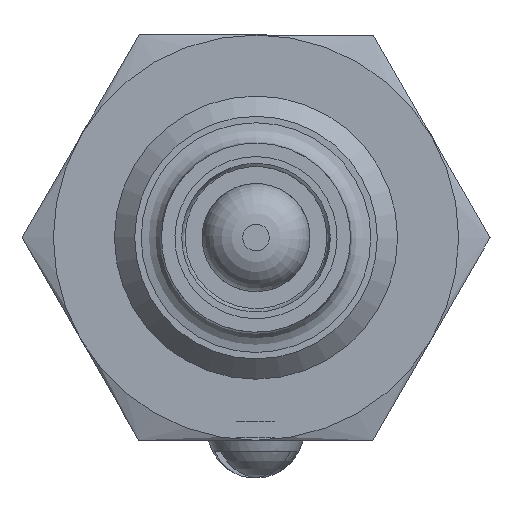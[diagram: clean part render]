
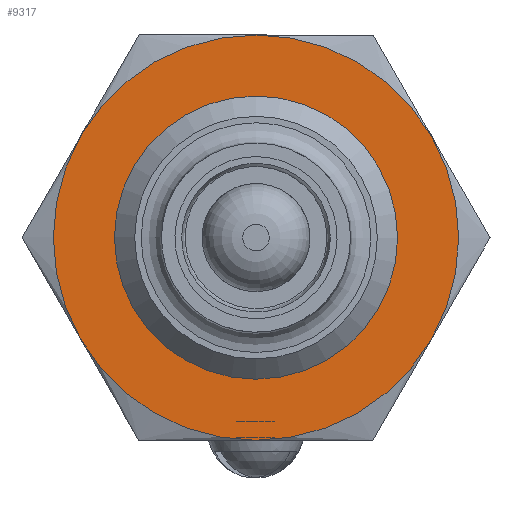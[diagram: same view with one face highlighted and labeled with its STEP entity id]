
A CAD part, left-side view. The second image highlights one B-rep face of the part: STEP entity #9317.
In plain terms, the highlighted planar face has unit normal (-1, 0, 0).
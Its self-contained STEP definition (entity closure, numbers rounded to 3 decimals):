
#1169=PLANE('',#10256);
#2427=ORIENTED_EDGE('',*,*,#3574,.T.);
#2428=ORIENTED_EDGE('',*,*,#3601,.F.);
#2429=ORIENTED_EDGE('',*,*,#3602,.F.);
#2430=ORIENTED_EDGE('',*,*,#3603,.F.);
#2431=ORIENTED_EDGE('',*,*,#3604,.F.);
#2432=ORIENTED_EDGE('',*,*,#3605,.F.);
#2433=ORIENTED_EDGE('',*,*,#3606,.F.);
#3574=EDGE_CURVE('',#4309,#4309,#4828,.T.);
#3601=EDGE_CURVE('',#4318,#4322,#4831,.T.);
#3602=EDGE_CURVE('',#4313,#4318,#4832,.T.);
#3603=EDGE_CURVE('',#4328,#4313,#4833,.T.);
#3604=EDGE_CURVE('',#4263,#4328,#4834,.T.);
#3605=EDGE_CURVE('',#4326,#4263,#4835,.T.);
#3606=EDGE_CURVE('',#4322,#4326,#4836,.T.);
#4263=VERTEX_POINT('',#14510);
#4309=VERTEX_POINT('',#14646);
#4313=VERTEX_POINT('',#14660);
#4318=VERTEX_POINT('',#14684);
#4322=VERTEX_POINT('',#14706);
#4326=VERTEX_POINT('',#14728);
#4328=VERTEX_POINT('',#14747);
#4828=CIRCLE('',#10245,10.);
#4831=CIRCLE('',#10257,15.);
#4832=CIRCLE('',#10258,15.);
#4833=CIRCLE('',#10259,15.);
#4834=CIRCLE('',#10260,15.);
#4835=CIRCLE('',#10261,15.);
#4836=CIRCLE('',#10262,15.);
#5568=EDGE_LOOP('',(#2427));
#5569=EDGE_LOOP('',(#2428,#2429,#2430,#2431,#2432,#2433));
#6466=FACE_BOUND('',#5568,.T.);
#6467=FACE_BOUND('',#5569,.T.);
#9317=ADVANCED_FACE('',(#6466,#6467),#1169,.F.);
#10245=AXIS2_PLACEMENT_3D('',#14645,#12143,#12144);
#10256=AXIS2_PLACEMENT_3D('',#14761,#12169,#12170);
#10257=AXIS2_PLACEMENT_3D('',#14762,#12171,#12172);
#10258=AXIS2_PLACEMENT_3D('',#14763,#12173,#12174);
#10259=AXIS2_PLACEMENT_3D('',#14764,#12175,#12176);
#10260=AXIS2_PLACEMENT_3D('',#14765,#12177,#12178);
#10261=AXIS2_PLACEMENT_3D('',#14766,#12179,#12180);
#10262=AXIS2_PLACEMENT_3D('',#14767,#12181,#12182);
#12143=DIRECTION('',(1.,0.,0.));
#12144=DIRECTION('',(0.,0.,-1.));
#12169=DIRECTION('',(1.,0.,0.));
#12170=DIRECTION('',(0.,0.,-1.));
#12171=DIRECTION('',(1.,0.,0.));
#12172=DIRECTION('',(0.,0.,-1.));
#12173=DIRECTION('',(1.,0.,0.));
#12174=DIRECTION('',(0.,0.,-1.));
#12175=DIRECTION('',(1.,0.,0.));
#12176=DIRECTION('',(0.,0.,-1.));
#12177=DIRECTION('',(1.,0.,0.));
#12178=DIRECTION('',(0.,0.,-1.));
#12179=DIRECTION('',(1.,0.,0.));
#12180=DIRECTION('',(0.,0.,-1.));
#12181=DIRECTION('',(1.,0.,0.));
#12182=DIRECTION('',(0.,0.,-1.));
#14510=CARTESIAN_POINT('',(13.,0.,15.));
#14645=CARTESIAN_POINT('',(13.,0.,0.));
#14646=CARTESIAN_POINT('',(13.,0.,-10.));
#14660=CARTESIAN_POINT('',(13.,-12.99,-7.5));
#14684=CARTESIAN_POINT('',(13.,0.,-15.));
#14706=CARTESIAN_POINT('',(13.,12.99,-7.5));
#14728=CARTESIAN_POINT('',(13.,12.99,7.5));
#14747=CARTESIAN_POINT('',(13.,-12.99,7.5));
#14761=CARTESIAN_POINT('',(13.,0.,9.));
#14762=CARTESIAN_POINT('',(13.,0.,0.));
#14763=CARTESIAN_POINT('',(13.,0.,0.));
#14764=CARTESIAN_POINT('',(13.,0.,0.));
#14765=CARTESIAN_POINT('',(13.,0.,0.));
#14766=CARTESIAN_POINT('',(13.,0.,0.));
#14767=CARTESIAN_POINT('',(13.,0.,0.));
